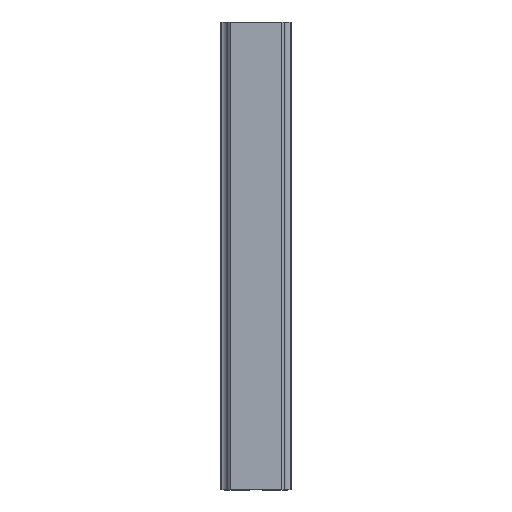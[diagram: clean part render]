
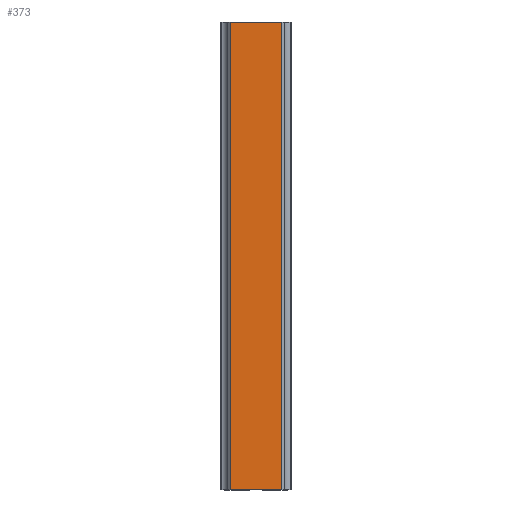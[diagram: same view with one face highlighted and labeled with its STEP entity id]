
A CAD part, top view. The second image highlights one B-rep face of the part: STEP entity #373.
In plain terms, the highlighted planar face has unit normal (0, 0, 1).
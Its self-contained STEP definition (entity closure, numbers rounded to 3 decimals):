
#373=ADVANCED_FACE('',(#767),#768,.T.);
#767=FACE_OUTER_BOUND('',#1175,.T.);
#768=PLANE('',#1176);
#1175=EDGE_LOOP('',(#2335,#2336,#2337,#2338));
#1176=AXIS2_PLACEMENT_3D('',#2339,#2340,#2341);
#2335=ORIENTED_EDGE('',*,*,#2876,.T.);
#2336=ORIENTED_EDGE('',*,*,#2989,.F.);
#2337=ORIENTED_EDGE('',*,*,#2740,.F.);
#2338=ORIENTED_EDGE('',*,*,#2987,.T.);
#2339=CARTESIAN_POINT('',(0.0,150.0,22.));
#2340=DIRECTION('',(0.0,0.0,1.0));
#2341=DIRECTION('',(-1.0,0.0,-0.0));
#2740=EDGE_CURVE('',#3372,#3374,#3375,.T.);
#2876=EDGE_CURVE('',#3601,#3599,#3602,.T.);
#2987=EDGE_CURVE('',#3372,#3601,#3744,.T.);
#2989=EDGE_CURVE('',#3374,#3599,#3746,.T.);
#3372=VERTEX_POINT('',#4265);
#3374=VERTEX_POINT('',#4268);
#3375=LINE('',#4269,#4270);
#3599=VERTEX_POINT('',#4582);
#3601=VERTEX_POINT('',#4585);
#3602=LINE('',#4586,#4587);
#3744=LINE('',#4773,#4774);
#3746=LINE('',#4776,#4777);
#4265=CARTESIAN_POINT('',(-8.3,150.0,22.));
#4268=CARTESIAN_POINT('',(8.3,150.0,22.));
#4269=CARTESIAN_POINT('',(-8.3,150.0,22.));
#4270=VECTOR('',#5068,1.0);
#4582=CARTESIAN_POINT('',(8.3,0.0,22.));
#4585=CARTESIAN_POINT('',(-8.3,0.0,22.));
#4586=CARTESIAN_POINT('',(-8.3,0.0,22.));
#4587=VECTOR('',#5224,1.0);
#4773=CARTESIAN_POINT('',(-8.3,150.0,22.));
#4774=VECTOR('',#5356,1.0);
#4776=CARTESIAN_POINT('',(8.3,150.0,22.));
#4777=VECTOR('',#5357,1.0);
#5068=DIRECTION('',(1.0,0.0,0.0));
#5224=DIRECTION('',(1.0,0.0,0.0));
#5356=DIRECTION('',(0.0,-1.0,0.0));
#5357=DIRECTION('',(0.0,-1.0,0.0));
